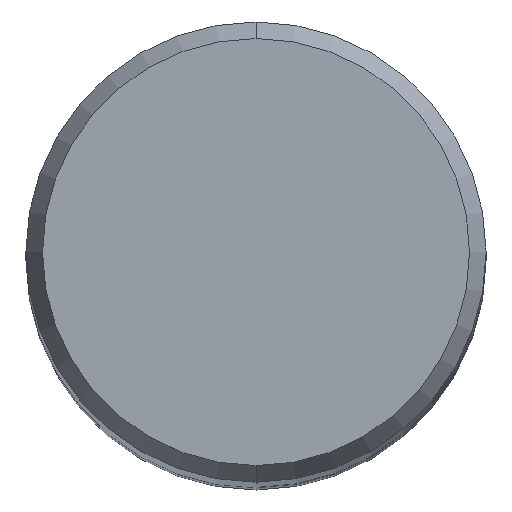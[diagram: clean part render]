
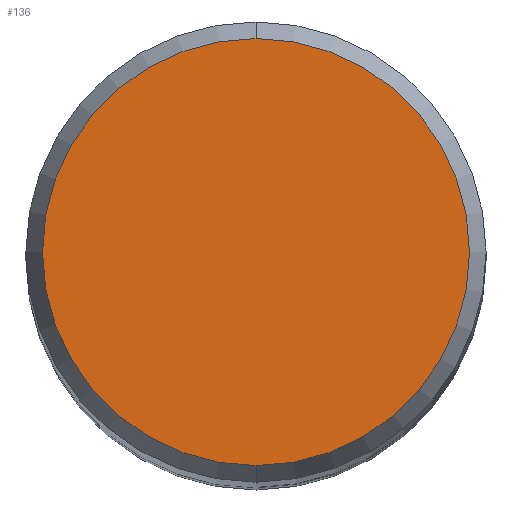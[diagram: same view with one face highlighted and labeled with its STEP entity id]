
A CAD part, top view. The second image highlights one B-rep face of the part: STEP entity #136.
In plain terms, the highlighted planar face has unit normal (0, 0, 1).
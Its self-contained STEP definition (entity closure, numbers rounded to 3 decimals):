
#92=VERTEX_POINT('',#229);
#120=VERTEX_POINT('',#260);
#132=EDGE_CURVE('',#92,#120,#272,.T.);
#136=ADVANCED_FACE('',(#276),#277,.T.);
#186=EDGE_CURVE('',#120,#92,#336,.T.);
#229=CARTESIAN_POINT('',(0.0,2.946,0.01));
#260=CARTESIAN_POINT('',(0.,-2.946,0.01));
#272=CIRCLE('',#428,2.946);
#276=FACE_OUTER_BOUND('',#432,.T.);
#277=PLANE('',#433);
#336=CIRCLE('',#508,2.946);
#428=AXIS2_PLACEMENT_3D('',#582,#583,#584);
#432=EDGE_LOOP('',(#586,#587));
#433=AXIS2_PLACEMENT_3D('',#588,#589,#590);
#508=AXIS2_PLACEMENT_3D('',#677,#678,#679);
#582=CARTESIAN_POINT('',(0.0,0.0,0.01));
#583=DIRECTION('',(0.0,0.0,-1.0));
#584=DIRECTION('',(0.0,1.0,0.0));
#586=ORIENTED_EDGE('',*,*,#132,.F.);
#587=ORIENTED_EDGE('',*,*,#186,.F.);
#588=CARTESIAN_POINT('',(0.0,1.473,0.01));
#589=DIRECTION('',(-0.0,0.0,1.0));
#590=DIRECTION('',(0.0,-1.0,0.0));
#677=CARTESIAN_POINT('',(0.0,0.0,0.01));
#678=DIRECTION('',(0.0,0.0,-1.0));
#679=DIRECTION('',(0.0,1.0,0.0));
